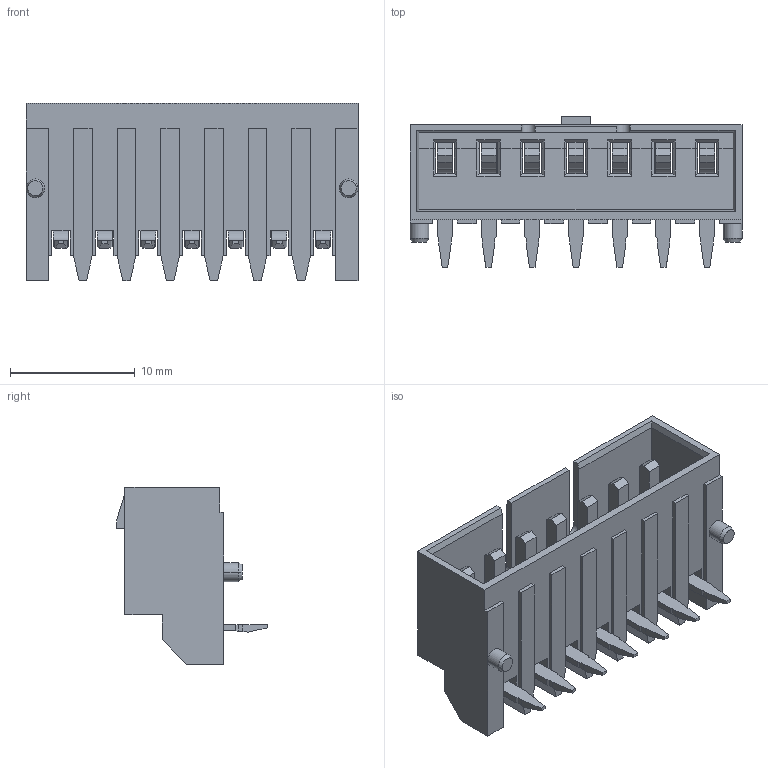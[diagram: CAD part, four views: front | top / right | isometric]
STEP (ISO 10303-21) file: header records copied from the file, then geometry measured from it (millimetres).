
FILE_DESCRIPTION((''),'2;1');
FILE_NAME('532590729','2016-09-30T',('gsharma'),(''),'PRO/ENGINEER BY PARAMETRIC TECHNOLOGY CORPORATION, 2012310','PRO/ENGINEER BY PARAMETRIC TECHNOLOGY CORPORATION, 2012310','');
FILE_SCHEMA(('CONFIG_CONTROL_DESIGN'));
Length unit declared in the file: millimetre
Products named in the file (1): 532590729
Bounding box: 26.6 x 12.05 x 14.2 mm (x, y, z)
Volume: 1218.7 mm3; surface area: 2540.6 mm2
Topology: 1 solids, 1 shells, 398 faces, 1152 edges, 749 vertices
Faces by surface type: plane 374, cylinder 20, cone 4
Entity records: 12812 total; most frequent: CARTESIAN_POINT 2275, ORIENTED_EDGE 2254, DIRECTION 2012, EDGE_CURVE 1127, VECTOR 1090, LINE 1090, VERTEX_POINT 724, AXIS2_PLACEMENT_3D 461
